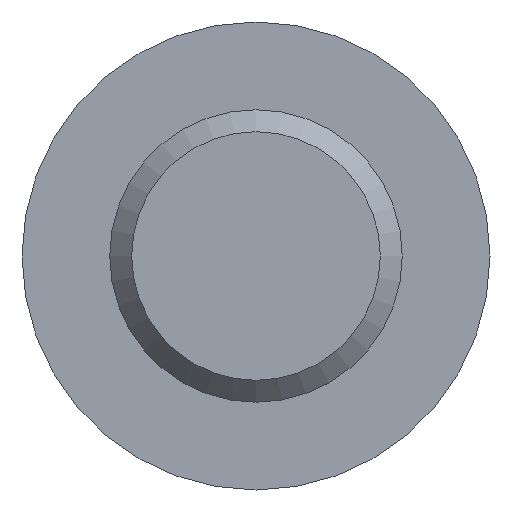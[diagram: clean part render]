
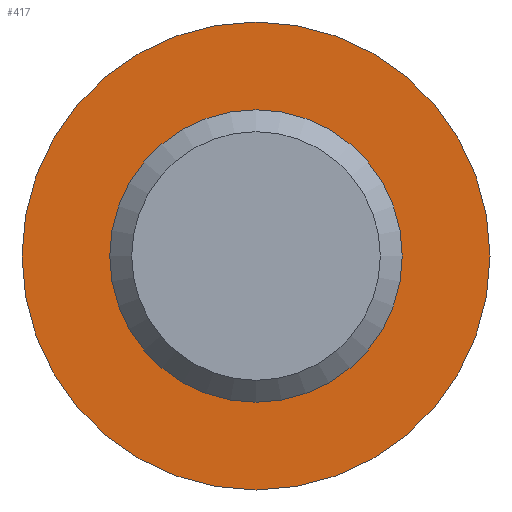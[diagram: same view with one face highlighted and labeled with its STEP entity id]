
A CAD part, front view. The second image highlights one B-rep face of the part: STEP entity #417.
In plain terms, the highlighted planar face has unit normal (0, -1, 0).
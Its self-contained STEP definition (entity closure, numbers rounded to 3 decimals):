
#2 = CARTESIAN_POINT ( 'NONE',  ( 0., 60., -8. ) ) ;
#60 = EDGE_CURVE ( 'NONE', #411, #411, #78, .T. ) ;
#73 = EDGE_LOOP ( 'NONE', ( #84 ) ) ;
#78 = CIRCLE ( 'NONE', #419, 8. ) ;
#84 = ORIENTED_EDGE ( 'NONE', *, *, #249, .F. ) ;
#87 = ORIENTED_EDGE ( 'NONE', *, *, #60, .T. ) ;
#88 = EDGE_LOOP ( 'NONE', ( #87 ) ) ;
#107 = DIRECTION ( 'NONE',  ( 0., 1., 0. ) ) ;
#127 = DIRECTION ( 'NONE',  ( 0., -1., 0. ) ) ;
#187 = PLANE ( 'NONE',  #350 ) ;
#211 = CIRCLE ( 'NONE', #471, 5. ) ;
#249 = EDGE_CURVE ( 'NONE', #414, #414, #211, .T. ) ;
#295 = DIRECTION ( 'NONE',  ( 0., 0., -1. ) ) ;
#313 = FACE_OUTER_BOUND ( 'NONE', #88, .T. ) ;
#314 = DIRECTION ( 'NONE',  ( 0., 0., -1. ) ) ;
#321 = CARTESIAN_POINT ( 'NONE',  ( -5., 60., 0. ) ) ;
#325 = DIRECTION ( 'NONE',  ( 0., -1., 0. ) ) ;
#350 = AXIS2_PLACEMENT_3D ( 'NONE', #321, #107, #487 ) ;
#411 = VERTEX_POINT ( 'NONE', #2 ) ;
#414 = VERTEX_POINT ( 'NONE', #503 ) ;
#416 = CARTESIAN_POINT ( 'NONE',  ( 0., 60., 0. ) ) ;
#417 = ADVANCED_FACE ( 'NONE', ( #438, #313 ), #187, .F. ) ;
#419 = AXIS2_PLACEMENT_3D ( 'NONE', #416, #127, #295 ) ;
#438 = FACE_BOUND ( 'NONE', #73, .T. ) ;
#471 = AXIS2_PLACEMENT_3D ( 'NONE', #535, #325, #314 ) ;
#487 = DIRECTION ( 'NONE',  ( 0., 0., 1. ) ) ;
#503 = CARTESIAN_POINT ( 'NONE',  ( 0., 60., -5. ) ) ;
#535 = CARTESIAN_POINT ( 'NONE',  ( 0., 60., 0. ) ) ;
